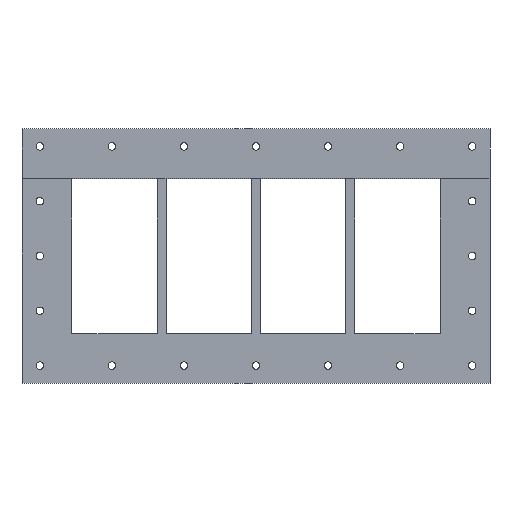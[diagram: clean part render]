
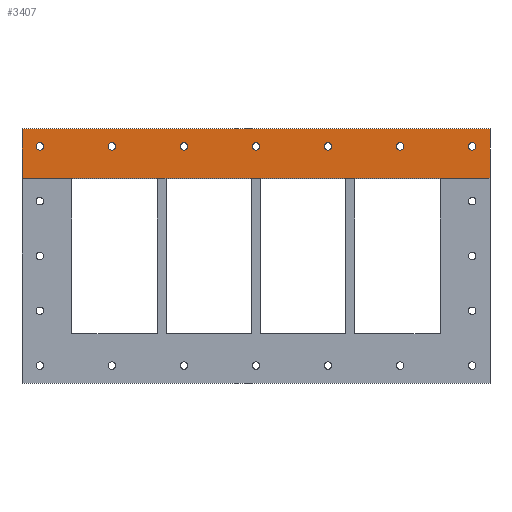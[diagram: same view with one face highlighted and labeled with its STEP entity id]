
A CAD part, top view. The second image highlights one B-rep face of the part: STEP entity #3407.
In plain terms, the highlighted planar face has unit normal (0, 0, 1).
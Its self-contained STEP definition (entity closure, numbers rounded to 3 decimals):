
#356=FACE_BOUND('',#931,.T.);
#357=FACE_BOUND('',#932,.T.);
#358=FACE_BOUND('',#933,.T.);
#359=FACE_BOUND('',#934,.T.);
#360=FACE_BOUND('',#935,.T.);
#361=FACE_BOUND('',#936,.T.);
#362=FACE_BOUND('',#937,.T.);
#482=CIRCLE('',#3889,5.25);
#483=CIRCLE('',#3891,5.25);
#484=CIRCLE('',#3893,5.25);
#485=CIRCLE('',#3895,5.25);
#486=CIRCLE('',#3897,5.25);
#487=CIRCLE('',#3899,5.25);
#488=CIRCLE('',#3901,5.25);
#666=FACE_OUTER_BOUND('',#930,.T.);
#930=EDGE_LOOP('',(#2840,#2841,#2842,#2843));
#931=EDGE_LOOP('',(#2844));
#932=EDGE_LOOP('',(#2845));
#933=EDGE_LOOP('',(#2846));
#934=EDGE_LOOP('',(#2847));
#935=EDGE_LOOP('',(#2848));
#936=EDGE_LOOP('',(#2849));
#937=EDGE_LOOP('',(#2850));
#1204=LINE('',#5604,#1465);
#1215=LINE('',#5639,#1476);
#1217=LINE('',#5643,#1478);
#1221=LINE('',#5649,#1482);
#1465=VECTOR('',#4602,10.);
#1476=VECTOR('',#4643,10.);
#1478=VECTOR('',#4647,10.);
#1482=VECTOR('',#4653,10.);
#1737=VERTEX_POINT('',#5602);
#1738=VERTEX_POINT('',#5603);
#1740=VERTEX_POINT('',#5610);
#1741=VERTEX_POINT('',#5614);
#1742=VERTEX_POINT('',#5618);
#1743=VERTEX_POINT('',#5622);
#1744=VERTEX_POINT('',#5626);
#1745=VERTEX_POINT('',#5630);
#1746=VERTEX_POINT('',#5634);
#1747=VERTEX_POINT('',#5638);
#1748=VERTEX_POINT('',#5642);
#2110=EDGE_CURVE('',#1737,#1738,#1204,.T.);
#2114=EDGE_CURVE('',#1740,#1740,#482,.T.);
#2116=EDGE_CURVE('',#1741,#1741,#483,.T.);
#2118=EDGE_CURVE('',#1742,#1742,#484,.T.);
#2120=EDGE_CURVE('',#1743,#1743,#485,.T.);
#2122=EDGE_CURVE('',#1744,#1744,#486,.T.);
#2124=EDGE_CURVE('',#1745,#1745,#487,.T.);
#2126=EDGE_CURVE('',#1746,#1746,#488,.T.);
#2128=EDGE_CURVE('',#1747,#1737,#1215,.T.);
#2130=EDGE_CURVE('',#1748,#1747,#1217,.T.);
#2134=EDGE_CURVE('',#1738,#1748,#1221,.T.);
#2840=ORIENTED_EDGE('',*,*,#2130,.T.);
#2841=ORIENTED_EDGE('',*,*,#2128,.T.);
#2842=ORIENTED_EDGE('',*,*,#2110,.T.);
#2843=ORIENTED_EDGE('',*,*,#2134,.T.);
#2844=ORIENTED_EDGE('',*,*,#2114,.T.);
#2845=ORIENTED_EDGE('',*,*,#2116,.T.);
#2846=ORIENTED_EDGE('',*,*,#2118,.T.);
#2847=ORIENTED_EDGE('',*,*,#2120,.T.);
#2848=ORIENTED_EDGE('',*,*,#2122,.T.);
#2849=ORIENTED_EDGE('',*,*,#2124,.T.);
#2850=ORIENTED_EDGE('',*,*,#2126,.T.);
#3259=PLANE('',#3905);
#3407=ADVANCED_FACE('',(#666,#356,#357,#358,#359,#360,#361,#362),#3259,
 .T.);
#3889=AXIS2_PLACEMENT_3D('',#5611,#4608,#4609);
#3891=AXIS2_PLACEMENT_3D('',#5615,#4613,#4614);
#3893=AXIS2_PLACEMENT_3D('',#5619,#4618,#4619);
#3895=AXIS2_PLACEMENT_3D('',#5623,#4623,#4624);
#3897=AXIS2_PLACEMENT_3D('',#5627,#4628,#4629);
#3899=AXIS2_PLACEMENT_3D('',#5631,#4633,#4634);
#3901=AXIS2_PLACEMENT_3D('',#5635,#4638,#4639);
#3905=AXIS2_PLACEMENT_3D('',#5650,#4654,#4655);
#4602=DIRECTION('',(0.,-1.,0.));
#4608=DIRECTION('center_axis',(0.,0.,-1.));
#4609=DIRECTION('ref_axis',(1.,0.,0.));
#4613=DIRECTION('center_axis',(0.,0.,-1.));
#4614=DIRECTION('ref_axis',(1.,0.,0.));
#4618=DIRECTION('center_axis',(0.,0.,-1.));
#4619=DIRECTION('ref_axis',(1.,0.,0.));
#4623=DIRECTION('center_axis',(0.,0.,-1.));
#4624=DIRECTION('ref_axis',(1.,0.,0.));
#4628=DIRECTION('center_axis',(0.,0.,-1.));
#4629=DIRECTION('ref_axis',(1.,0.,0.));
#4633=DIRECTION('center_axis',(0.,0.,-1.));
#4634=DIRECTION('ref_axis',(1.,0.,0.));
#4638=DIRECTION('center_axis',(0.,0.,-1.));
#4639=DIRECTION('ref_axis',(1.,0.,0.));
#4643=DIRECTION('',(-1.,0.,0.));
#4647=DIRECTION('',(0.,1.,0.));
#4653=DIRECTION('',(1.,0.,0.));
#4654=DIRECTION('center_axis',(0.,0.,1.));
#4655=DIRECTION('ref_axis',(1.,0.,0.));
#5602=CARTESIAN_POINT('',(-329.,179.,0.));
#5603=CARTESIAN_POINT('',(-329.,109.,0.));
#5604=CARTESIAN_POINT('',(-329.,179.,0.));
#5610=CARTESIAN_POINT('',(-207.917,154.,0.));
#5611=CARTESIAN_POINT('Origin',(-202.667,154.,0.));
#5614=CARTESIAN_POINT('',(-106.583,154.,0.));
#5615=CARTESIAN_POINT('Origin',(-101.333,154.,0.));
#5618=CARTESIAN_POINT('',(-5.25,154.,0.));
#5619=CARTESIAN_POINT('Origin',(0.,154.,0.));
#5622=CARTESIAN_POINT('',(96.083,154.,0.));
#5623=CARTESIAN_POINT('Origin',(101.333,154.,0.));
#5626=CARTESIAN_POINT('',(197.417,154.,0.));
#5627=CARTESIAN_POINT('Origin',(202.667,154.,0.));
#5630=CARTESIAN_POINT('',(298.75,154.,0.));
#5631=CARTESIAN_POINT('Origin',(304.,154.,0.));
#5634=CARTESIAN_POINT('',(-309.25,154.,0.));
#5635=CARTESIAN_POINT('Origin',(-304.,154.,0.));
#5638=CARTESIAN_POINT('',(329.,179.,0.));
#5639=CARTESIAN_POINT('',(329.,179.,0.));
#5642=CARTESIAN_POINT('',(329.,109.,0.));
#5643=CARTESIAN_POINT('',(329.,-179.,0.));
#5649=CARTESIAN_POINT('',(-164.5,109.,0.));
#5650=CARTESIAN_POINT('Origin',(0.,0.,
0.));
